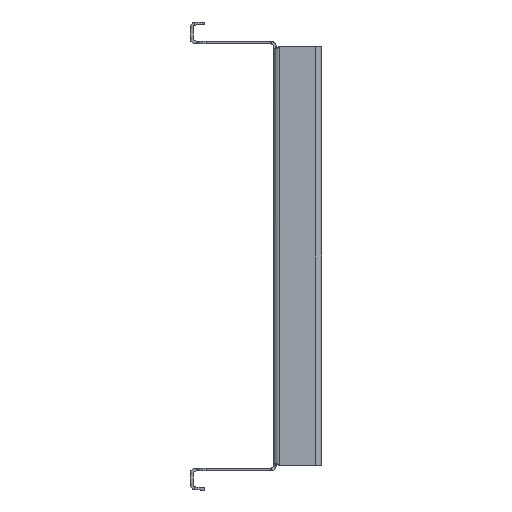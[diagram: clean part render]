
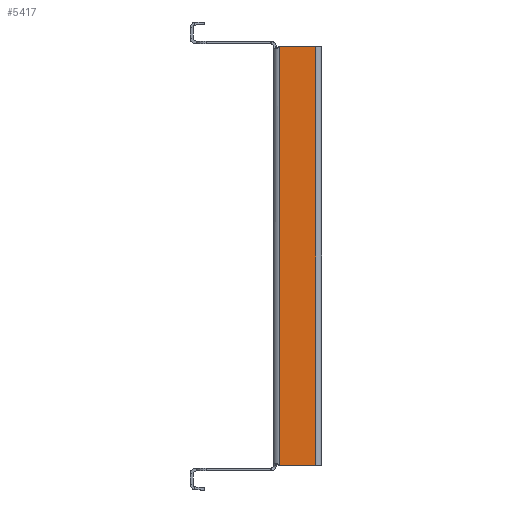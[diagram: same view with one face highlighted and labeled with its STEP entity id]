
A CAD part, left-side view. The second image highlights one B-rep face of the part: STEP entity #5417.
In plain terms, the highlighted planar face has unit normal (-1, 0, 0).
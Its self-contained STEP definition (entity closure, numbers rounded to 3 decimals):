
#334 = EDGE_CURVE ( 'NONE', #6029, #10416, #709, .T. ) ;
#410 = CARTESIAN_POINT ( 'NONE',  ( -330., -29., 143. ) ) ;
#651 = DIRECTION ( 'NONE',  ( 0., -1., 0. ) ) ;
#709 = LINE ( 'NONE', #7574, #10072 ) ;
#973 = DIRECTION ( 'NONE',  ( 0., 0., 1. ) ) ;
#1652 = LINE ( 'NONE', #10874, #11844 ) ;
#2627 = EDGE_LOOP ( 'NONE', ( #8444, #10016, #3731, #4444 ) ) ;
#3034 = VECTOR ( 'NONE', #12707, 1000. ) ;
#3402 = EDGE_CURVE ( 'NONE', #10416, #10512, #1652, .T. ) ;
#3457 = DIRECTION ( 'NONE',  ( -1., 0., 0. ) ) ;
#3731 = ORIENTED_EDGE ( 'NONE', *, *, #334, .T. ) ;
#3912 = CARTESIAN_POINT ( 'NONE',  ( -330., -29., -143. ) ) ;
#4250 = EDGE_CURVE ( 'NONE', #7957, #6029, #10078, .T. ) ;
#4444 = ORIENTED_EDGE ( 'NONE', *, *, #3402, .T. ) ;
#4639 = CARTESIAN_POINT ( 'NONE',  ( -330., 0., -143. ) ) ;
#5417 = ADVANCED_FACE ( 'NONE', ( #12733 ), #8478, .T. ) ;
#5722 = DIRECTION ( 'NONE',  ( 0., 0., -1. ) ) ;
#5866 = CARTESIAN_POINT ( 'NONE',  ( -330., -4., -143. ) ) ;
#5932 = CARTESIAN_POINT ( 'NONE',  ( -330., -4., 143. ) ) ;
#6029 = VERTEX_POINT ( 'NONE', #410 ) ;
#6510 = DIRECTION ( 'NONE',  ( 0., 1., 0. ) ) ;
#7420 = LINE ( 'NONE', #4639, #3034 ) ;
#7574 = CARTESIAN_POINT ( 'NONE',  ( -330., 0., 143. ) ) ;
#7957 = VERTEX_POINT ( 'NONE', #3912 ) ;
#8444 = ORIENTED_EDGE ( 'NONE', *, *, #13032, .T. ) ;
#8478 = PLANE ( 'NONE',  #11637 ) ;
#9110 = VECTOR ( 'NONE', #973, 1000. ) ;
#10016 = ORIENTED_EDGE ( 'NONE', *, *, #4250, .T. ) ;
#10072 = VECTOR ( 'NONE', #6510, 1000. ) ;
#10078 = LINE ( 'NONE', #12126, #9110 ) ;
#10416 = VERTEX_POINT ( 'NONE', #5932 ) ;
#10512 = VERTEX_POINT ( 'NONE', #5866 ) ;
#10749 = CARTESIAN_POINT ( 'NONE',  ( -330., 0., 0. ) ) ;
#10874 = CARTESIAN_POINT ( 'NONE',  ( -330., -4., 0. ) ) ;
#11637 = AXIS2_PLACEMENT_3D ( 'NONE', #10749, #3457, #651 ) ;
#11844 = VECTOR ( 'NONE', #5722, 1000. ) ;
#12126 = CARTESIAN_POINT ( 'NONE',  ( -330., -29., -143. ) ) ;
#12707 = DIRECTION ( 'NONE',  ( 0., -1., 0. ) ) ;
#12733 = FACE_OUTER_BOUND ( 'NONE', #2627, .T. ) ;
#13032 = EDGE_CURVE ( 'NONE', #10512, #7957, #7420, .T. ) ;
